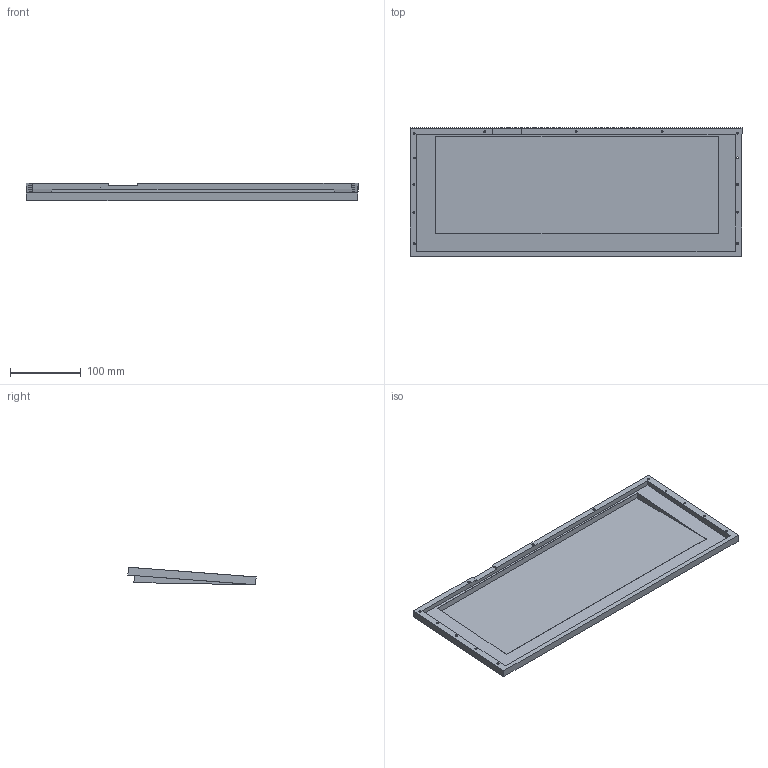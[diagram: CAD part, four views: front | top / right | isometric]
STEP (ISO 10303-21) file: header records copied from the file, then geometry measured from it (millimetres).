
FILE_DESCRIPTION(/* description */ (''),/* implementation_level */ '2;1');
FILE_NAME(/* name */ 'bottom_case.step',/* time_stamp */ '2025-04-08T03:23:52+02:00',/* author */ (''),/* organization */ (''),/* preprocessor_version */ 'ST-DEVELOPER v20.1',/* originating_system */ 'Autodesk Translation Framework v14.4.0.0',/* authorisation */ '');
FILE_SCHEMA (('AUTOMOTIVE_DESIGN { 1 0 10303 214 3 1 1 }'));
Length unit declared in the file: millimetre
Products named in the file (1): Keyboard case
Bounding box: 470 x 181.53 x 24.82 mm (x, y, z)
Volume: 442574.9 mm3; surface area: 207293.4 mm2
Topology: 1 solids, 1 shells, 286 faces, 806 edges, 536 vertices
Faces by surface type: cylinder 218, plane 50, bspline 18
Full cylindrical faces by diameter (mm): 2.529 x48, 3.086 x36, 5.4 x14
Entity records: 21584 total; most frequent: CARTESIAN_POINT 14959, ORIENTED_EDGE 1612, DIRECTION 976, EDGE_CURVE 806, VERTEX_POINT 536, B_SPLINE_CURVE_WITH_KNOTS 447, AXIS2_PLACEMENT_3D 348, EDGE_LOOP 326
